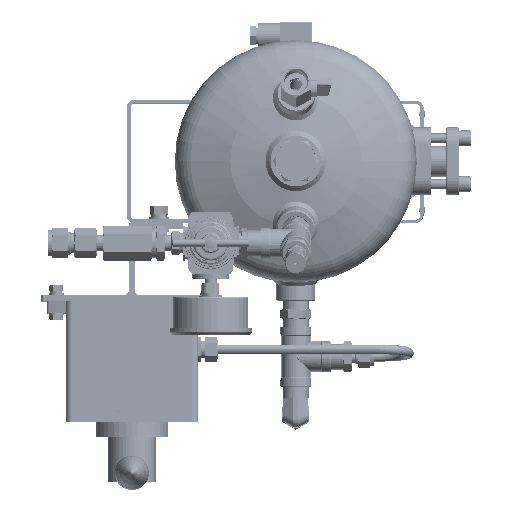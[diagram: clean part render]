
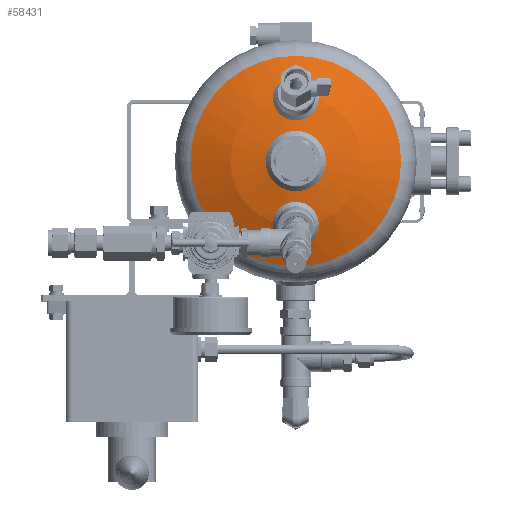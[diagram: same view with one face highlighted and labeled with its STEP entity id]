
A CAD part, top view. The second image highlights one B-rep face of the part: STEP entity #58431.
In plain terms, the highlighted spherical face has radius 202.3 mm.
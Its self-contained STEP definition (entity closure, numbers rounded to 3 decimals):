
#599=SPHERICAL_SURFACE('',#69161,202.3);
#11657=CIRCLE('',#69156,15.);
#11661=CIRCLE('',#69162,15.);
#11662=CIRCLE('',#69163,87.326);
#11663=CIRCLE('',#69164,20.);
#14093=ORIENTED_EDGE('',*,*,#31219,.T.);
#14094=ORIENTED_EDGE('',*,*,#31223,.T.);
#14095=ORIENTED_EDGE('',*,*,#31224,.F.);
#14096=ORIENTED_EDGE('',*,*,#31225,.F.);
#31219=EDGE_CURVE('',#39847,#39847,#11657,.T.);
#31223=EDGE_CURVE('',#39851,#39851,#11661,.T.);
#31224=EDGE_CURVE('',#39852,#39852,#11662,.T.);
#31225=EDGE_CURVE('',#39853,#39853,#11663,.F.);
#39847=VERTEX_POINT('',#91566);
#39851=VERTEX_POINT('',#91576);
#39852=VERTEX_POINT('',#91578);
#39853=VERTEX_POINT('',#91580);
#48297=EDGE_LOOP('',(#14093));
#48298=EDGE_LOOP('',(#14094));
#48299=EDGE_LOOP('',(#14095));
#48300=EDGE_LOOP('',(#14096));
#52964=FACE_BOUND('',#48297,.T.);
#52965=FACE_BOUND('',#48298,.T.);
#52966=FACE_BOUND('',#48299,.T.);
#52967=FACE_BOUND('',#48300,.T.);
#58431=ADVANCED_FACE('',(#52964,#52965,#52966,#52967),#599,.T.);
#69156=AXIS2_PLACEMENT_3D('',#91565,#75519,#75520);
#69161=AXIS2_PLACEMENT_3D('',#91574,#75529,#75530);
#69162=AXIS2_PLACEMENT_3D('',#91575,#75531,#75532);
#69163=AXIS2_PLACEMENT_3D('',#91577,#75533,#75534);
#69164=AXIS2_PLACEMENT_3D('',#91579,#75535,#75536);
#75519=DIRECTION('',(0.259,0.,-0.966));
#75520=DIRECTION('',(0.966,0.,0.259));
#75529=DIRECTION('',(0.,0.,-1.));
#75530=DIRECTION('',(1.,0.,0.));
#75531=DIRECTION('',(-0.259,0.,-0.966));
#75532=DIRECTION('',(-0.966,0.,0.259));
#75533=DIRECTION('',(0.,0.,-1.));
#75534=DIRECTION('',(-1.,0.,0.));
#75535=DIRECTION('',(0.,0.,-1.));
#75536=DIRECTION('',(-1.,0.,0.));
#91565=CARTESIAN_POINT('',(-52.215,0.,46.028));
#91566=CARTESIAN_POINT('',(-37.726,0.,49.911));
#91574=CARTESIAN_POINT('',(0.,0.,-148.841));
#91575=CARTESIAN_POINT('',(52.215,0.,46.028));
#91576=CARTESIAN_POINT('',(37.726,0.,49.911));
#91577=CARTESIAN_POINT('',(0.,0.,33.641));
#91578=CARTESIAN_POINT('',(-87.326,0.,33.641));
#91579=CARTESIAN_POINT('',(0.,0.,52.468));
#91580=CARTESIAN_POINT('',(-20.,0.,52.468));
